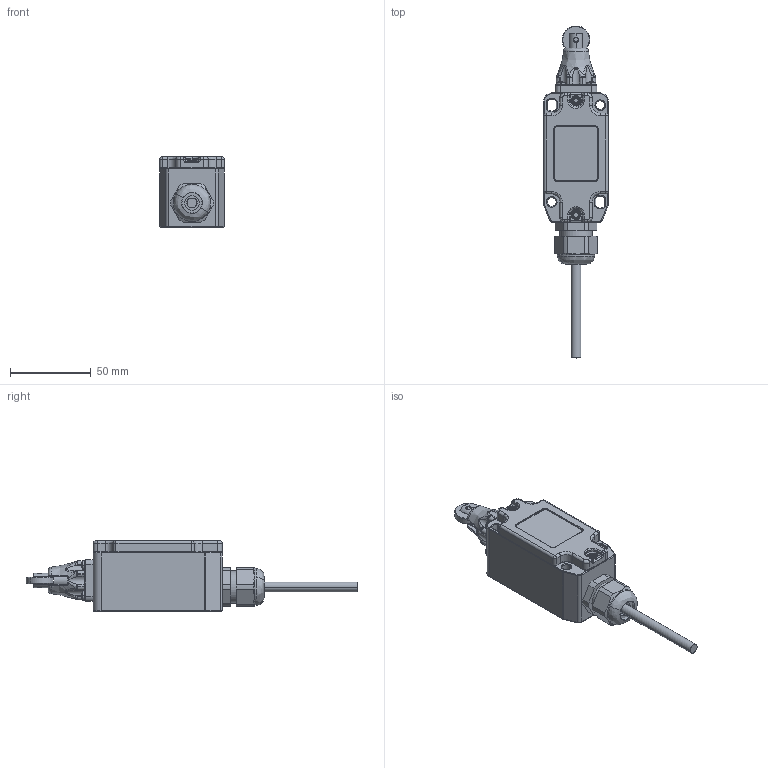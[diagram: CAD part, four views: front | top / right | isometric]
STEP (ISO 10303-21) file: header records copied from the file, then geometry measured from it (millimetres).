
FILE_DESCRIPTION (( 'STEP AP214' ), '1' );
FILE_NAME ('HLM-EX-174065.STEP', '2021-06-09T10:43:47', ( '' ), ( '' ), 'SwSTEP 2.0', 'SolidWorks 2021', '' );
FILE_SCHEMA (( 'AUTOMOTIVE_DESIGN' ));
Length unit declared in the file: inch
Products named in the file (1): HLM-EX-174065
Bounding box: 40 x 205.5 x 43.5 mm (x, y, z)
Volume: 74336.3 mm3; surface area: 51398.4 mm2
Topology: 14 solids, 14 shells, 2129 faces, 4818 edges, 2725 vertices
Faces by surface type: bspline 590, cylinder 586, plane 508, cone 445
Full cylindrical faces by diameter (mm): 9 x1, 12.5 x1, 15 x2, 20 x2
Entity records: 75696 total; most frequent: CARTESIAN_POINT 31288, ORIENTED_EDGE 9490, DIRECTION 8924, EDGE_CURVE 4745, AXIS2_PLACEMENT_3D 3430, VERTEX_POINT 2725, EDGE_LOOP 2248, FACE_OUTER_BOUND 2135
